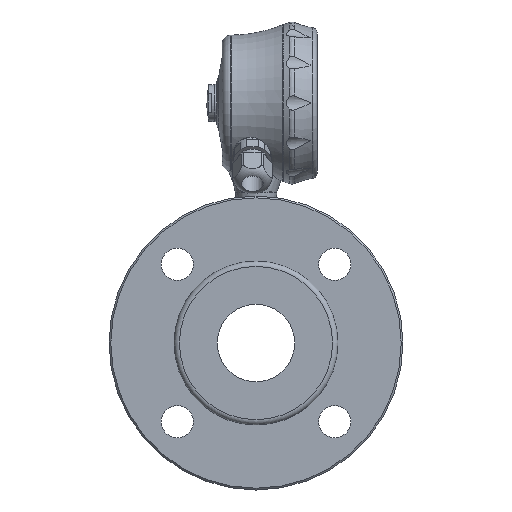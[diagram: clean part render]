
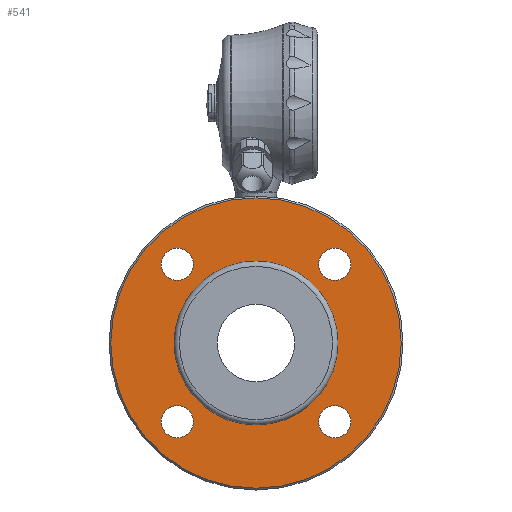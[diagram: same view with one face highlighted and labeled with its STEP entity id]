
A CAD part, front view. The second image highlights one B-rep face of the part: STEP entity #541.
In plain terms, the highlighted planar face has unit normal (0, -1, 0).
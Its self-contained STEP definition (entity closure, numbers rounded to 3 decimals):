
#541 = ADVANCED_FACE( '', ( #1580, #1581, #1582, #1583, #1584, #1585 ), #1586, .T. );
#1580 = FACE_OUTER_BOUND( '', #3254, .T. );
#1581 = FACE_BOUND( '', #3255, .T. );
#1582 = FACE_BOUND( '', #3256, .T. );
#1583 = FACE_BOUND( '', #3257, .T. );
#1584 = FACE_BOUND( '', #3258, .T. );
#1585 = FACE_BOUND( '', #3259, .T. );
#1586 = PLANE( '', #3260 );
#3254 = EDGE_LOOP( '', ( #5678 ) );
#3255 = EDGE_LOOP( '', ( #5679 ) );
#3256 = EDGE_LOOP( '', ( #5680 ) );
#3257 = EDGE_LOOP( '', ( #5681 ) );
#3258 = EDGE_LOOP( '', ( #5682 ) );
#3259 = EDGE_LOOP( '', ( #5683 ) );
#3260 = AXIS2_PLACEMENT_3D( '', #5684, #5685, #5686 );
#5678 = ORIENTED_EDGE( '', *, *, #10202, .T. );
#5679 = ORIENTED_EDGE( '', *, *, #10203, .F. );
#5680 = ORIENTED_EDGE( '', *, *, #10204, .F. );
#5681 = ORIENTED_EDGE( '', *, *, #10205, .F. );
#5682 = ORIENTED_EDGE( '', *, *, #10206, .F. );
#5683 = ORIENTED_EDGE( '', *, *, #10207, .F. );
#5684 = CARTESIAN_POINT( '', ( 0., -93., 46. ) );
#5685 = DIRECTION( '', ( 0., -1., 0. ) );
#5686 = DIRECTION( '', ( 0., 0., 1. ) );
#10202 = EDGE_CURVE( '', #11973, #11973, #11974, .T. );
#10203 = EDGE_CURVE( '', #11975, #11975, #11976, .T. );
#10204 = EDGE_CURVE( '', #11977, #11977, #11978, .T. );
#10205 = EDGE_CURVE( '', #11979, #11979, #11980, .T. );
#10206 = EDGE_CURVE( '', #11981, #11981, #11982, .T. );
#10207 = EDGE_CURVE( '', #11983, #11983, #11984, .T. );
#11973 = VERTEX_POINT( '', #14591 );
#11974 = CIRCLE( '', #14592, 81.5 );
#11975 = VERTEX_POINT( '', #14593 );
#11976 = CIRCLE( '', #14594, 9. );
#11977 = VERTEX_POINT( '', #14595 );
#11978 = CIRCLE( '', #14596, 9. );
#11979 = VERTEX_POINT( '', #14597 );
#11980 = CIRCLE( '', #14598, 9. );
#11981 = VERTEX_POINT( '', #14599 );
#11982 = CIRCLE( '', #14600, 9. );
#11983 = VERTEX_POINT( '', #14601 );
#11984 = CIRCLE( '', #14602, 46. );
#14591 = CARTESIAN_POINT( '', ( 0., -93., 81.5 ) );
#14592 = AXIS2_PLACEMENT_3D( '', #21427, #21428, #21429 );
#14593 = CARTESIAN_POINT( '', ( 44.194, -93., -35.194 ) );
#14594 = AXIS2_PLACEMENT_3D( '', #21430, #21431, #21432 );
#14595 = CARTESIAN_POINT( '', ( -35.194, -93., -44.194 ) );
#14596 = AXIS2_PLACEMENT_3D( '', #21433, #21434, #21435 );
#14597 = CARTESIAN_POINT( '', ( -44.194, -93., 35.194 ) );
#14598 = AXIS2_PLACEMENT_3D( '', #21436, #21437, #21438 );
#14599 = CARTESIAN_POINT( '', ( 35.194, -93., 44.194 ) );
#14600 = AXIS2_PLACEMENT_3D( '', #21439, #21440, #21441 );
#14601 = CARTESIAN_POINT( '', ( 0., -93., 46. ) );
#14602 = AXIS2_PLACEMENT_3D( '', #21442, #21443, #21444 );
#21427 = CARTESIAN_POINT( '', ( 0., -93., 0. ) );
#21428 = DIRECTION( '', ( 0., -1., 0. ) );
#21429 = DIRECTION( '', ( 0., 0., 1. ) );
#21430 = CARTESIAN_POINT( '', ( 44.194, -93., -44.194 ) );
#21431 = DIRECTION( '', ( 0., -1., 0. ) );
#21432 = DIRECTION( '', ( 0., 0., 1. ) );
#21433 = CARTESIAN_POINT( '', ( -44.194, -93., -44.194 ) );
#21434 = DIRECTION( '', ( 0., -1., 0. ) );
#21435 = DIRECTION( '', ( 1., 0., 0. ) );
#21436 = CARTESIAN_POINT( '', ( -44.194, -93., 44.194 ) );
#21437 = DIRECTION( '', ( 0., -1., 0. ) );
#21438 = DIRECTION( '', ( 0., 0., -1. ) );
#21439 = CARTESIAN_POINT( '', ( 44.194, -93., 44.194 ) );
#21440 = DIRECTION( '', ( 0., -1., 0. ) );
#21441 = DIRECTION( '', ( -1., 0., 0. ) );
#21442 = CARTESIAN_POINT( '', ( 0., -93., 0. ) );
#21443 = DIRECTION( '', ( 0., -1., 0. ) );
#21444 = DIRECTION( '', ( 0., 0., 1. ) );
